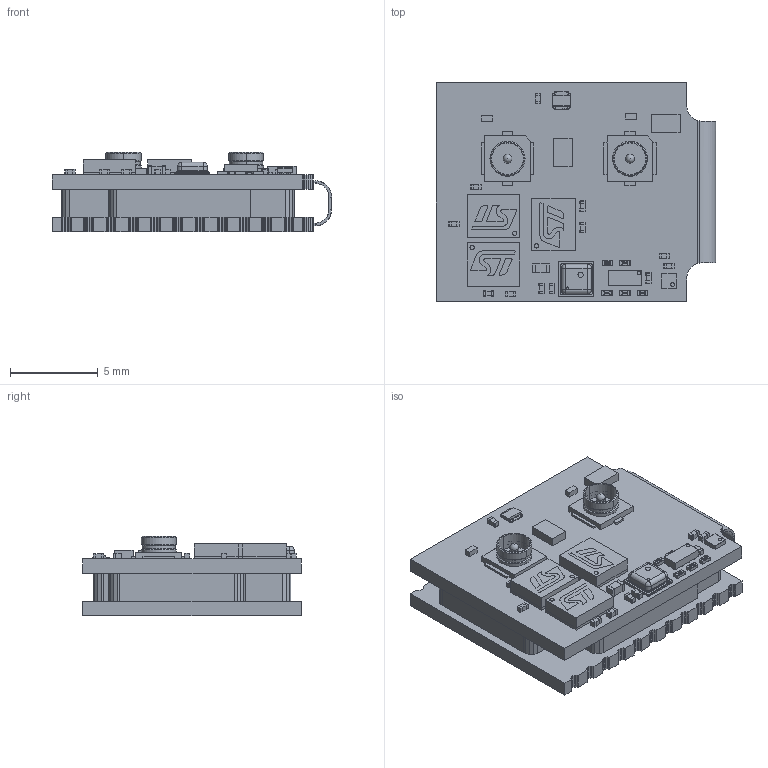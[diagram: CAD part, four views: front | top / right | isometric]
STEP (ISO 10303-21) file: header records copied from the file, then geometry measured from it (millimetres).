
FILE_DESCRIPTION(('Open CASCADE Model'),'2;1');
FILE_NAME('Open CASCADE Shape Model','2022-04-11T12:26:03',('Author'),( 'Open CASCADE'),'Open CASCADE STEP processor 6.8','Open CASCADE 6.8' ,'Unknown');
FILE_SCHEMA(('AUTOMOTIVE_DESIGN { 1 0 10303 214 1 1 1 1 }'));
Length unit declared in the file: millimetre
Products named in the file (59): PCB; Board; Open CASCADE STEP translator 6.8 4.1.1; Open CASCADE STEP translator 6.8 4.1.2; Open CASCADE STEP translator 6.8 4.1.3; Open CASCADE STEP translator 6.8 4.1.4; Open CASCADE STEP translator 6.8 4.1.5; Open CASCADE STEP translator 6.8 4.1.6; Open CASCADE STEP translator 6.8 4.1.7; U7; TI_YZT(R-XBGA-N8); U10; TDK_InvenSense_ICP-10101(LGA10); R7; RES0201; U8; Memsic_BGA4(WLP); C29; User_Library-SMD_CAPACITOR_(2); R4; R3; R5; R6; U5; ST_LGA14L; U4; U3; J1B; User_Library-0734120110_-_Molex_-_UMC_Antenna_Connector_SMT; J1A; C56; C50; C49; C46; C25; C54; C32; C20; C26; D3 ...
Assembly tree (79 placements, depth 4):
  PCB
    Board
      Open CASCADE STEP translator 6.8 4.1.1
      Open CASCADE STEP translator 6.8 4.1.2
      Open CASCADE STEP translator 6.8 4.1.3
      Open CASCADE STEP translator 6.8 4.1.4
      Open CASCADE STEP translator 6.8 4.1.5
      Open CASCADE STEP translator 6.8 4.1.6
      Open CASCADE STEP translator 6.8 4.1.7
    U7
      TI_YZT(R-XBGA-N8)
    U10
      TDK_InvenSense_ICP-10101(LGA10)
    R7
      RES0201
    U8
      Memsic_BGA4(WLP)
    C29
      User_Library-SMD_CAPACITOR_(2)
    R4
      RES0201
    R3
      RES0201
    R5
      RES0201
    R6
      RES0201
    U5
      ST_LGA14L
    U4
      ST_LGA14L
    U3
      ST_LGA14L
    J1B
      User_Library-0734120110_-_Molex_-_UMC_Antenna_Connector_SMT
    J1A
      User_Library-0734120110_-_Molex_-_UMC_Antenna_Connector_SMT
    C56
      User_Library-SMD_CAPACITOR_(2)
    C50
      User_Library-SMD_CAPACITOR_(2)
    C49
      User_Library-SMD_CAPACITOR_(2)
    C46
      User_Library-SMD_CAPACITOR_(2)
    C25
      User_Library-SMD_CAPACITOR_(2)
    C54
      User_Library-SMD_CAPACITOR_(2)
    C32
      User_Library-SMD_CAPACITOR_(2)
    C20
      User_Library-SMD_CAPACITOR_(2)
    C26
      User_Library-SMD_CAPACITOR_(2)
    D3
      SMLP34
    D2A
      6147305600
        Extruded
Bounding box: 15.93 x 12.5 x 4.54 mm (x, y, z)
Volume: 616.9 mm3; surface area: 1480.6 mm2
Topology: 119 solids, 119 shells, 2063 faces, 5225 edges, 3398 vertices
Faces by surface type: plane 1568, cylinder 341, sphere 134, cone 16, torus 4
Entity records: 33480 total; most frequent: CARTESIAN_POINT 6066, ORIENTED_EDGE 4960, DIRECTION 4735, EDGE_CURVE 2480, LINE 2105, VECTOR 2105, VERTEX_POINT 1680, AXIS2_PLACEMENT_3D 1315
